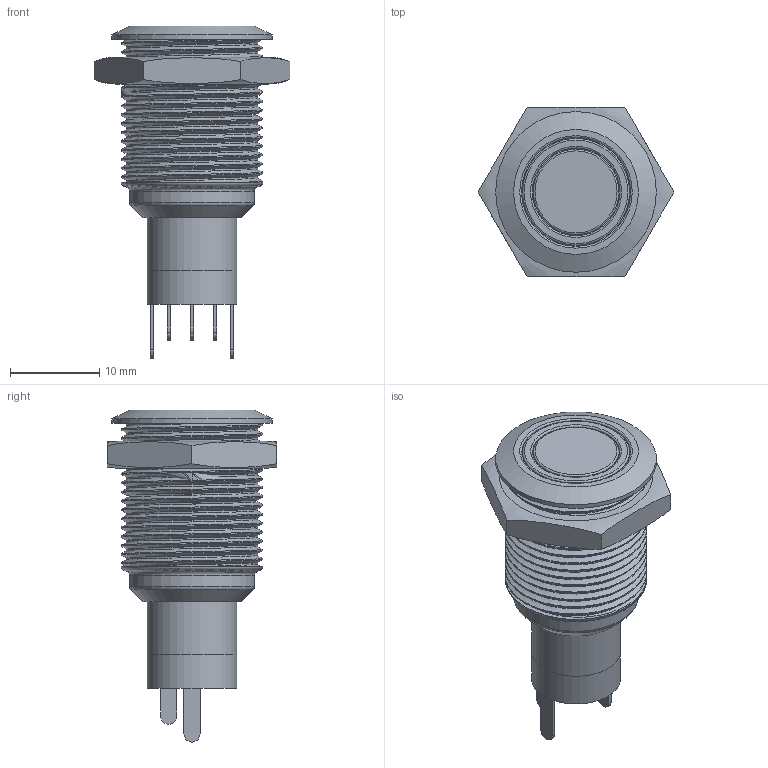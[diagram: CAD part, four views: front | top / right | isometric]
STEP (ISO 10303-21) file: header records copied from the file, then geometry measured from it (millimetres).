
FILE_DESCRIPTION(/* description */ (''),/* implementation_level */ '2;1');
FILE_NAME(/* name */ '916 Metal Switch v2.step',/* time_stamp */ '2018-09-03T10:58:41-04:00',/* author */ ('Adafruit'),/* organization */ (''),/* preprocessor_version */ 'ST-DEVELOPER v17.2',/* originating_system */ 'Autodesk Translation Framework v7.6.0.251',/* authorisation */ '');
FILE_SCHEMA (('AUTOMOTIVE_DESIGN { 1 0 10303 214 3 1 1 }'));
Length unit declared in the file: millimetre
Products named in the file (1): 916 Metal Switch
Bounding box: 21.94 x 19 x 37.2 mm (x, y, z)
Volume: 5176.9 mm3; surface area: 3552.5 mm2
Topology: 10 solids, 10 shells, 118 faces, 284 edges, 189 vertices
Faces by surface type: cylinder 58, plane 45, torus 7, bspline 6, cone 2
Full cylindrical faces by diameter (mm): 9.6 x1, 9.8 x1, 10 x2, 12 x1, 12.2 x1, 14 x1, 14.741 x17, 15.036 x3, 15.884 x17, 16.152 x2, 18 x1
Entity records: 8799 total; most frequent: CARTESIAN_POINT 6145, ORIENTED_EDGE 568, DIRECTION 472, EDGE_CURVE 284, VERTEX_POINT 189, AXIS2_PLACEMENT_3D 182, EDGE_LOOP 125, FACE_OUTER_BOUND 118
